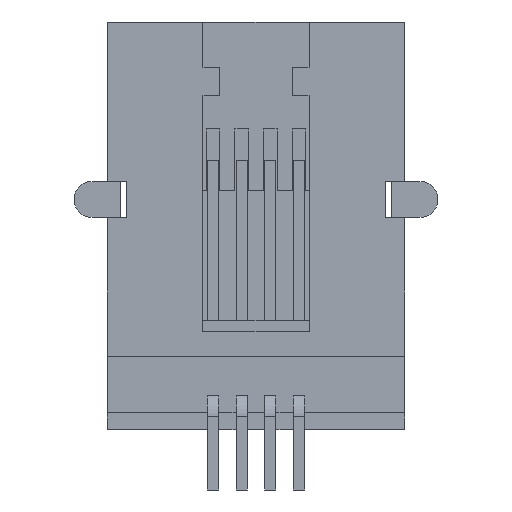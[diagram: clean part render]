
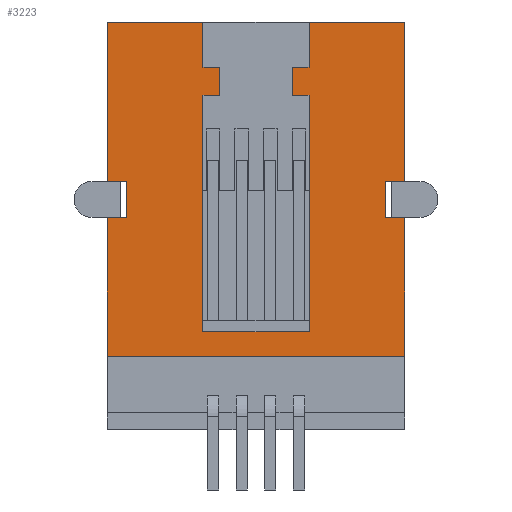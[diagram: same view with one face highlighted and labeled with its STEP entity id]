
A CAD part, front view. The second image highlights one B-rep face of the part: STEP entity #3223.
In plain terms, the highlighted planar face has unit normal (0, -1, 0).
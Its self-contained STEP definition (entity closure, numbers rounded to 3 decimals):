
#103=DIRECTION('',(1.,0.,0.));
#104=VECTOR('',#103,0.575);
#105=CARTESIAN_POINT('',(-6.605,-5.75,9.42));
#106=LINE('',#105,#104);
#107=DIRECTION('',(-1.,0.,0.));
#108=VECTOR('',#107,0.275);
#109=CARTESIAN_POINT('',(-5.755,-5.75,9.42));
#110=LINE('',#109,#108);
#111=DIRECTION('',(0.,0.,-1.));
#112=VECTOR('',#111,1.6);
#113=CARTESIAN_POINT('',(-5.755,-5.75,11.02));
#114=LINE('',#113,#112);
#115=DIRECTION('',(1.,0.,0.));
#116=VECTOR('',#115,0.275);
#117=CARTESIAN_POINT('',(-6.03,-5.75,11.02));
#118=LINE('',#117,#116);
#119=DIRECTION('',(-1.,0.,0.));
#120=VECTOR('',#119,0.575);
#121=CARTESIAN_POINT('',(-6.03,-5.75,11.02));
#122=LINE('',#121,#120);
#123=DIRECTION('',(0.,0.,1.));
#124=VECTOR('',#123,7.08);
#125=CARTESIAN_POINT('',(-6.605,-5.75,11.02));
#126=LINE('',#125,#124);
#127=DIRECTION('',(0.,0.,-1.));
#128=VECTOR('',#127,2.);
#129=CARTESIAN_POINT('',(-2.355,-5.75,18.1));
#130=LINE('',#129,#128);
#131=DIRECTION('',(1.,0.,0.));
#132=VECTOR('',#131,0.75);
#133=CARTESIAN_POINT('',(-2.355,-5.75,16.1));
#134=LINE('',#133,#132);
#135=DIRECTION('',(1.,0.,0.));
#136=VECTOR('',#135,4.71);
#137=CARTESIAN_POINT('',(-2.355,-5.75,4.35));
#138=LINE('',#137,#136);
#139=DIRECTION('',(-1.,0.,0.));
#140=VECTOR('',#139,0.75);
#141=CARTESIAN_POINT('',(2.355,-5.75,16.1));
#142=LINE('',#141,#140);
#143=DIRECTION('',(0.,0.,-1.));
#144=VECTOR('',#143,2.);
#145=CARTESIAN_POINT('',(2.355,-5.75,18.1));
#146=LINE('',#145,#144);
#147=DIRECTION('',(-1.,0.,0.));
#148=VECTOR('',#147,0.575);
#149=CARTESIAN_POINT('',(6.605,-5.75,11.02));
#150=LINE('',#149,#148);
#151=DIRECTION('',(1.,0.,0.));
#152=VECTOR('',#151,0.275);
#153=CARTESIAN_POINT('',(5.755,-5.75,11.02));
#154=LINE('',#153,#152);
#155=DIRECTION('',(0.,0.,1.));
#156=VECTOR('',#155,1.6);
#157=CARTESIAN_POINT('',(5.755,-5.75,9.42));
#158=LINE('',#157,#156);
#159=DIRECTION('',(-1.,0.,0.));
#160=VECTOR('',#159,0.275);
#161=CARTESIAN_POINT('',(6.03,-5.75,9.42));
#162=LINE('',#161,#160);
#163=DIRECTION('',(1.,0.,0.));
#164=VECTOR('',#163,0.575);
#165=CARTESIAN_POINT('',(6.03,-5.75,9.42));
#166=LINE('',#165,#164);
#167=DIRECTION('',(1.,0.,0.));
#168=VECTOR('',#167,13.21);
#169=CARTESIAN_POINT('',(-6.605,-5.75,3.25));
#170=LINE('',#169,#168);
#171=DIRECTION('',(0.,0.,1.));
#172=VECTOR('',#171,6.17);
#173=CARTESIAN_POINT('',(-6.605,-5.75,3.25));
#174=LINE('',#173,#172);
#824=DIRECTION('',(0.,0.,1.));
#825=VECTOR('',#824,10.5);
#826=CARTESIAN_POINT('',(-2.355,-5.75,4.35));
#827=LINE('',#826,#825);
#868=DIRECTION('',(1.,0.,0.));
#869=VECTOR('',#868,4.25);
#870=CARTESIAN_POINT('',(-6.605,-5.75,18.1));
#871=LINE('',#870,#869);
#884=DIRECTION('',(1.,0.,0.));
#885=VECTOR('',#884,4.25);
#886=CARTESIAN_POINT('',(2.355,-5.75,18.1));
#887=LINE('',#886,#885);
#920=DIRECTION('',(0.,0.,-1.));
#921=VECTOR('',#920,10.5);
#922=CARTESIAN_POINT('',(2.355,-5.75,14.85));
#923=LINE('',#922,#921);
#1320=DIRECTION('',(0.,0.,-1.));
#1321=VECTOR('',#1320,1.25);
#1322=CARTESIAN_POINT('',(1.605,-5.75,16.1));
#1323=LINE('',#1322,#1321);
#1340=DIRECTION('',(-1.,0.,0.));
#1341=VECTOR('',#1340,0.75);
#1342=CARTESIAN_POINT('',(2.355,-5.75,14.85));
#1343=LINE('',#1342,#1341);
#1539=DIRECTION('',(0.,0.,1.));
#1540=VECTOR('',#1539,6.17);
#1541=CARTESIAN_POINT('',(6.605,-5.75,3.25));
#1542=LINE('',#1541,#1540);
#1547=DIRECTION('',(0.,0.,1.));
#1548=VECTOR('',#1547,7.08);
#1549=CARTESIAN_POINT('',(6.605,-5.75,11.02));
#1550=LINE('',#1549,#1548);
#2189=DIRECTION('',(1.,0.,0.));
#2190=VECTOR('',#2189,0.75);
#2191=CARTESIAN_POINT('',(-2.355,-5.75,14.85));
#2192=LINE('',#2191,#2190);
#2193=DIRECTION('',(0.,0.,-1.));
#2194=VECTOR('',#2193,1.25);
#2195=CARTESIAN_POINT('',(-1.605,-5.75,16.1));
#2196=LINE('',#2195,#2194);
#2326=CARTESIAN_POINT('',(-6.605,-5.75,18.1));
#2328=VERTEX_POINT('',#2326);
#2329=CARTESIAN_POINT('',(6.605,-5.75,18.1));
#2331=VERTEX_POINT('',#2329);
#2345=CARTESIAN_POINT('',(-2.355,-5.75,18.1));
#2346=VERTEX_POINT('',#2345);
#2347=CARTESIAN_POINT('',(2.355,-5.75,18.1));
#2348=VERTEX_POINT('',#2347);
#2355=CARTESIAN_POINT('',(-6.605,-5.75,3.25));
#2356=VERTEX_POINT('',#2355);
#2357=CARTESIAN_POINT('',(6.605,-5.75,3.25));
#2358=VERTEX_POINT('',#2357);
#2457=CARTESIAN_POINT('',(-1.605,-5.75,16.1));
#2458=CARTESIAN_POINT('',(-1.605,-5.75,14.85));
#2459=VERTEX_POINT('',#2457);
#2460=VERTEX_POINT('',#2458);
#2467=CARTESIAN_POINT('',(-2.355,-5.75,14.85));
#2469=VERTEX_POINT('',#2467);
#2475=CARTESIAN_POINT('',(-2.355,-5.75,16.1));
#2476=VERTEX_POINT('',#2475);
#2477=CARTESIAN_POINT('',(1.605,-5.75,16.1));
#2478=CARTESIAN_POINT('',(1.605,-5.75,14.85));
#2479=VERTEX_POINT('',#2477);
#2480=VERTEX_POINT('',#2478);
#2487=CARTESIAN_POINT('',(2.355,-5.75,14.85));
#2489=VERTEX_POINT('',#2487);
#2495=CARTESIAN_POINT('',(2.355,-5.75,16.1));
#2496=VERTEX_POINT('',#2495);
#2545=CARTESIAN_POINT('',(-2.355,-5.75,4.35));
#2546=CARTESIAN_POINT('',(2.355,-5.75,4.35));
#2547=VERTEX_POINT('',#2545);
#2548=VERTEX_POINT('',#2546);
#2583=CARTESIAN_POINT('',(-5.755,-5.75,11.02));
#2584=CARTESIAN_POINT('',(-5.755,-5.75,9.42));
#2585=VERTEX_POINT('',#2583);
#2586=VERTEX_POINT('',#2584);
#2587=CARTESIAN_POINT('',(5.755,-5.75,9.42));
#2588=CARTESIAN_POINT('',(5.755,-5.75,11.02));
#2589=VERTEX_POINT('',#2587);
#2590=VERTEX_POINT('',#2588);
#2631=CARTESIAN_POINT('',(-6.605,-5.75,9.42));
#2633=VERTEX_POINT('',#2631);
#2636=CARTESIAN_POINT('',(-6.605,-5.75,11.02));
#2638=VERTEX_POINT('',#2636);
#2639=CARTESIAN_POINT('',(-6.03,-5.75,9.42));
#2640=VERTEX_POINT('',#2639);
#2641=CARTESIAN_POINT('',(6.03,-5.75,9.42));
#2642=CARTESIAN_POINT('',(6.605,-5.75,9.42));
#2643=VERTEX_POINT('',#2641);
#2644=VERTEX_POINT('',#2642);
#2645=CARTESIAN_POINT('',(-6.03,-5.75,11.02));
#2646=VERTEX_POINT('',#2645);
#2647=CARTESIAN_POINT('',(6.605,-5.75,11.02));
#2648=CARTESIAN_POINT('',(6.03,-5.75,11.02));
#2649=VERTEX_POINT('',#2647);
#2650=VERTEX_POINT('',#2648);
#3160=CARTESIAN_POINT('',(-6.605,-5.75,0.));
#3161=DIRECTION('',(0.,-1.,0.));
#3162=DIRECTION('',(1.,0.,0.));
#3163=AXIS2_PLACEMENT_3D('',#3160,#3161,#3162);
#3164=PLANE('',#3163);
#3166=ORIENTED_EDGE('',*,*,#3165,.T.);
#3168=ORIENTED_EDGE('',*,*,#3167,.F.);
#3170=ORIENTED_EDGE('',*,*,#3169,.F.);
#3172=ORIENTED_EDGE('',*,*,#3171,.F.);
#3174=ORIENTED_EDGE('',*,*,#3173,.T.);
#3176=ORIENTED_EDGE('',*,*,#3175,.T.);
#3178=ORIENTED_EDGE('',*,*,#3177,.T.);
#3180=ORIENTED_EDGE('',*,*,#3179,.T.);
#3182=ORIENTED_EDGE('',*,*,#3181,.T.);
#3184=ORIENTED_EDGE('',*,*,#3183,.T.);
#3186=ORIENTED_EDGE('',*,*,#3185,.F.);
#3188=ORIENTED_EDGE('',*,*,#3187,.F.);
#3190=ORIENTED_EDGE('',*,*,#3189,.T.);
#3192=ORIENTED_EDGE('',*,*,#3191,.F.);
#3194=ORIENTED_EDGE('',*,*,#3193,.T.);
#3196=ORIENTED_EDGE('',*,*,#3195,.F.);
#3198=ORIENTED_EDGE('',*,*,#3197,.F.);
#3200=ORIENTED_EDGE('',*,*,#3199,.F.);
#3202=ORIENTED_EDGE('',*,*,#3201,.T.);
#3204=ORIENTED_EDGE('',*,*,#3203,.F.);
#3206=ORIENTED_EDGE('',*,*,#3205,.T.);
#3208=ORIENTED_EDGE('',*,*,#3207,.F.);
#3210=ORIENTED_EDGE('',*,*,#3209,.F.);
#3212=ORIENTED_EDGE('',*,*,#3211,.F.);
#3214=ORIENTED_EDGE('',*,*,#3213,.T.);
#3216=ORIENTED_EDGE('',*,*,#3215,.F.);
#3218=ORIENTED_EDGE('',*,*,#3217,.F.);
#3220=ORIENTED_EDGE('',*,*,#3219,.T.);
#3221=EDGE_LOOP('',(#3166,#3168,#3170,#3172,#3174,#3176,#3178,#3180,#3182,#3184,
#3186,#3188,#3190,#3192,#3194,#3196,#3198,#3200,#3202,#3204,#3206,#3208,#3210,
#3212,#3214,#3216,#3218,#3220));
#3222=FACE_OUTER_BOUND('',#3221,.F.);
#3223=ADVANCED_FACE('',(#3222),#3164,.T.);
#3165=EDGE_CURVE('',#2633,#2640,#106,.T.);
#3167=EDGE_CURVE('',#2586,#2640,#110,.T.);
#3169=EDGE_CURVE('',#2585,#2586,#114,.T.);
#3171=EDGE_CURVE('',#2646,#2585,#118,.T.);
#3173=EDGE_CURVE('',#2646,#2638,#122,.T.);
#3175=EDGE_CURVE('',#2638,#2328,#126,.T.);
#3177=EDGE_CURVE('',#2328,#2346,#871,.T.);
#3179=EDGE_CURVE('',#2346,#2476,#130,.T.);
#3181=EDGE_CURVE('',#2476,#2459,#134,.T.);
#3183=EDGE_CURVE('',#2459,#2460,#2196,.T.);
#3185=EDGE_CURVE('',#2469,#2460,#2192,.T.);
#3187=EDGE_CURVE('',#2547,#2469,#827,.T.);
#3189=EDGE_CURVE('',#2547,#2548,#138,.T.);
#3191=EDGE_CURVE('',#2489,#2548,#923,.T.);
#3193=EDGE_CURVE('',#2489,#2480,#1343,.T.);
#3195=EDGE_CURVE('',#2479,#2480,#1323,.T.);
#3197=EDGE_CURVE('',#2496,#2479,#142,.T.);
#3199=EDGE_CURVE('',#2348,#2496,#146,.T.);
#3201=EDGE_CURVE('',#2348,#2331,#887,.T.);
#3203=EDGE_CURVE('',#2649,#2331,#1550,.T.);
#3205=EDGE_CURVE('',#2649,#2650,#150,.T.);
#3207=EDGE_CURVE('',#2590,#2650,#154,.T.);
#3209=EDGE_CURVE('',#2589,#2590,#158,.T.);
#3211=EDGE_CURVE('',#2643,#2589,#162,.T.);
#3213=EDGE_CURVE('',#2643,#2644,#166,.T.);
#3215=EDGE_CURVE('',#2358,#2644,#1542,.T.);
#3217=EDGE_CURVE('',#2356,#2358,#170,.T.);
#3219=EDGE_CURVE('',#2356,#2633,#174,.T.);
